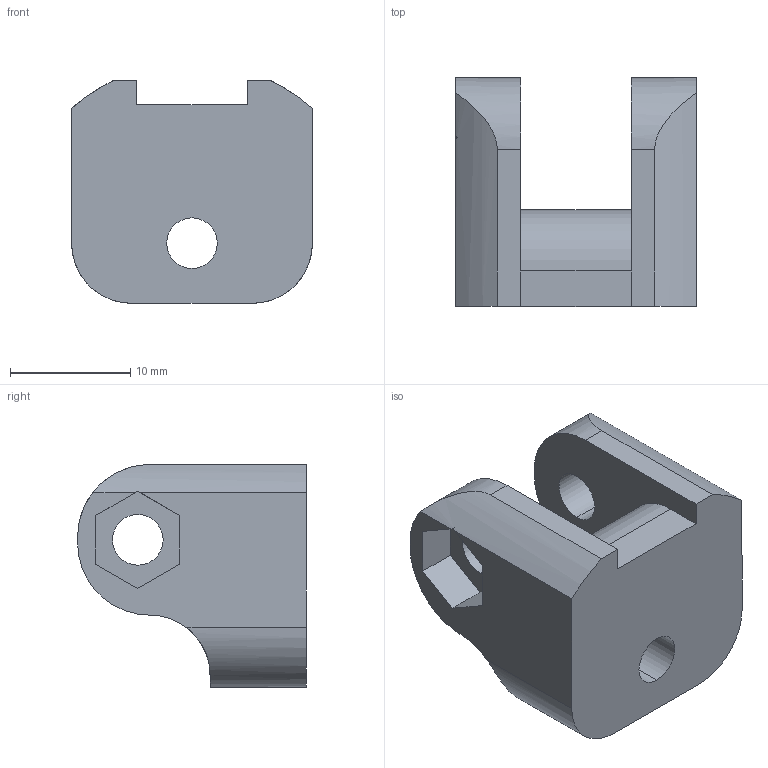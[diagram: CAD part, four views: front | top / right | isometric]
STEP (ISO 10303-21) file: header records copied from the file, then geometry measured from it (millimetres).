
FILE_DESCRIPTION (( 'STEP AP203' ), '1' );
FILE_NAME ('Arm_Hinge.STEP', '2014-08-31T10:29:25', ( '' ), ( '' ), 'SwSTEP 2.0', 'SolidWorks 2013', '' );
FILE_SCHEMA (( 'CONFIG_CONTROL_DESIGN' ));
Length unit declared in the file: millimetre
Products named in the file (1): Arm_Hinge
Bounding box: 20 x 19 x 18.5 mm (x, y, z)
Volume: 3418.7 mm3; surface area: 2157.8 mm2
Topology: 1 solids, 1 shells, 46 faces, 126 edges, 84 vertices
Faces by surface type: plane 27, cylinder 19
Entity records: 1607 total; most frequent: CARTESIAN_POINT 323, ORIENTED_EDGE 252, DIRECTION 250, EDGE_CURVE 126, VERTEX_POINT 84, LINE 84, VECTOR 84, AXIS2_PLACEMENT_3D 83
